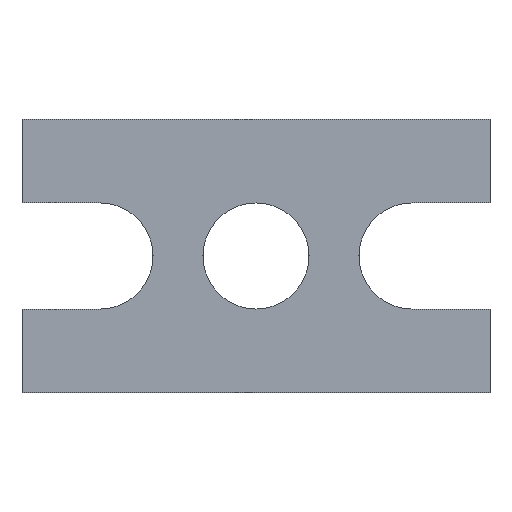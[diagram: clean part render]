
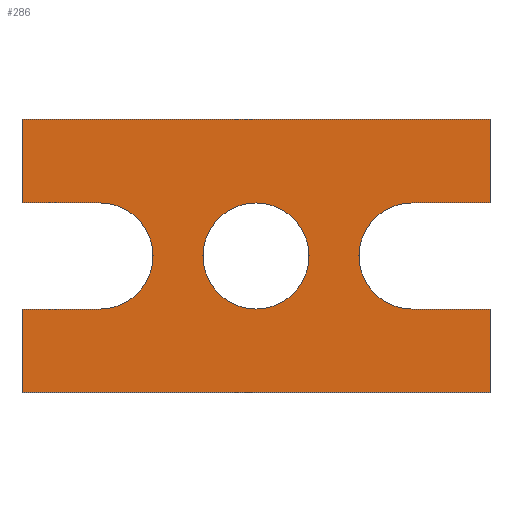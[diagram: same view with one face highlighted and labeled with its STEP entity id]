
A CAD part, top view. The second image highlights one B-rep face of the part: STEP entity #286.
In plain terms, the highlighted planar face has unit normal (0, 0, 1).
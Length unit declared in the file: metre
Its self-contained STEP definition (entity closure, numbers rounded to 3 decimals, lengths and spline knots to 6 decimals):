
#13=CIRCLE('',#307,0.004318);
#15=CIRCLE('',#315,0.004318);
#16=CIRCLE('',#318,0.004318);
#71=ORIENTED_EDGE('',*,*,#99,.F.);
#72=ORIENTED_EDGE('',*,*,#103,.F.);
#73=ORIENTED_EDGE('',*,*,#106,.T.);
#74=ORIENTED_EDGE('',*,*,#109,.F.);
#75=ORIENTED_EDGE('',*,*,#112,.F.);
#76=ORIENTED_EDGE('',*,*,#115,.T.);
#77=ORIENTED_EDGE('',*,*,#118,.T.);
#78=ORIENTED_EDGE('',*,*,#121,.T.);
#79=ORIENTED_EDGE('',*,*,#124,.F.);
#80=ORIENTED_EDGE('',*,*,#127,.F.);
#81=ORIENTED_EDGE('',*,*,#130,.F.);
#82=ORIENTED_EDGE('',*,*,#132,.T.);
#83=ORIENTED_EDGE('',*,*,#133,.F.);
#99=EDGE_CURVE('',#137,#138,#163,.T.);
#103=EDGE_CURVE('',#140,#137,#167,.T.);
#106=EDGE_CURVE('',#140,#142,#170,.T.);
#109=EDGE_CURVE('',#144,#142,#173,.T.);
#112=EDGE_CURVE('',#146,#144,#13,.T.);
#115=EDGE_CURVE('',#146,#148,#177,.T.);
#118=EDGE_CURVE('',#148,#150,#180,.T.);
#121=EDGE_CURVE('',#150,#152,#183,.T.);
#124=EDGE_CURVE('',#154,#152,#186,.T.);
#127=EDGE_CURVE('',#156,#154,#189,.T.);
#130=EDGE_CURVE('',#158,#156,#15,.T.);
#132=EDGE_CURVE('',#158,#138,#192,.T.);
#133=EDGE_CURVE('',#159,#159,#16,.T.);
#137=VERTEX_POINT('',#404);
#138=VERTEX_POINT('',#406);
#140=VERTEX_POINT('',#412);
#142=VERTEX_POINT('',#418);
#144=VERTEX_POINT('',#424);
#146=VERTEX_POINT('',#430);
#148=VERTEX_POINT('',#436);
#150=VERTEX_POINT('',#442);
#152=VERTEX_POINT('',#448);
#154=VERTEX_POINT('',#454);
#156=VERTEX_POINT('',#460);
#158=VERTEX_POINT('',#466);
#159=VERTEX_POINT('',#473);
#163=LINE('',#405,#195);
#167=LINE('',#413,#199);
#170=LINE('',#419,#202);
#173=LINE('',#425,#205);
#177=LINE('',#437,#209);
#180=LINE('',#443,#212);
#183=LINE('',#449,#215);
#186=LINE('',#455,#218);
#189=LINE('',#461,#221);
#192=LINE('',#470,#224);
#195=VECTOR('',#328,1.);
#199=VECTOR('',#334,1.);
#202=VECTOR('',#339,1.);
#205=VECTOR('',#344,1.);
#209=VECTOR('',#356,1.);
#212=VECTOR('',#361,1.);
#215=VECTOR('',#366,1.);
#218=VECTOR('',#371,1.);
#221=VECTOR('',#376,1.);
#224=VECTOR('',#387,1.);
#239=EDGE_LOOP('',(#71,#72,#73,#74,#75,#76,#77,#78,#79,#80,#81,#82));
#240=EDGE_LOOP('',(#83));
#257=FACE_BOUND('',#239,.T.);
#258=FACE_BOUND('',#240,.T.);
#271=PLANE('',#320);
#286=ADVANCED_FACE('',(#257,#258),#271,.T.);
#307=AXIS2_PLACEMENT_3D('',#431,#350,#351);
#315=AXIS2_PLACEMENT_3D('',#467,#382,#383);
#318=AXIS2_PLACEMENT_3D('',#472,#390,#391);
#320=AXIS2_PLACEMENT_3D('',#476,#394,#395);
#328=DIRECTION('',(0.,1.,0.));
#334=DIRECTION('',(-1.,0.,0.));
#339=DIRECTION('',(0.,1.,0.));
#344=DIRECTION('',(1.,0.,0.));
#350=DIRECTION('',(0.,0.,1.));
#351=DIRECTION('',(1.,0.,0.));
#356=DIRECTION('',(1.,0.,0.));
#361=DIRECTION('',(0.,1.,0.));
#366=DIRECTION('',(-1.,0.,0.));
#371=DIRECTION('',(0.,1.,0.));
#376=DIRECTION('',(-1.,0.,0.));
#382=DIRECTION('',(0.,0.,1.));
#383=DIRECTION('',(1.,0.,0.));
#387=DIRECTION('',(-1.,0.,0.));
#390=DIRECTION('',(0.,0.,1.));
#391=DIRECTION('',(1.,0.,0.));
#394=DIRECTION('',(0.,0.,1.));
#395=DIRECTION('',(1.,0.,0.));
#404=CARTESIAN_POINT('',(-0.01905,-0.011113,0.0025));
#405=CARTESIAN_POINT('',(-0.01905,-0.007715,0.0025));
#406=CARTESIAN_POINT('',(-0.01905,-0.004318,0.0025));
#412=CARTESIAN_POINT('',(0.01905,-0.011113,0.0025));
#413=CARTESIAN_POINT('',(0.,-0.011113,0.0025));
#418=CARTESIAN_POINT('',(0.01905,-0.004318,0.0025));
#419=CARTESIAN_POINT('',(0.01905,-0.007715,0.0025));
#424=CARTESIAN_POINT('',(0.0127,-0.004318,0.0025));
#425=CARTESIAN_POINT('',(0.015875,-0.004318,0.0025));
#430=CARTESIAN_POINT('',(0.0127,0.004318,0.0025));
#431=CARTESIAN_POINT('',(0.0127,0.,0.0025));
#436=CARTESIAN_POINT('',(0.01905,0.004318,0.0025));
#437=CARTESIAN_POINT('',(0.015875,0.004318,0.0025));
#442=CARTESIAN_POINT('',(0.01905,0.011113,0.0025));
#443=CARTESIAN_POINT('',(0.01905,0.007715,0.0025));
#448=CARTESIAN_POINT('',(-0.01905,0.011113,0.0025));
#449=CARTESIAN_POINT('',(0.,0.011113,0.0025));
#454=CARTESIAN_POINT('',(-0.01905,0.004318,0.0025));
#455=CARTESIAN_POINT('',(-0.01905,0.007715,0.0025));
#460=CARTESIAN_POINT('',(-0.0127,0.004318,0.0025));
#461=CARTESIAN_POINT('',(-0.015875,0.004318,0.0025));
#466=CARTESIAN_POINT('',(-0.0127,-0.004318,0.0025));
#467=CARTESIAN_POINT('',(-0.0127,0.,0.0025));
#470=CARTESIAN_POINT('',(-0.015875,-0.004318,0.0025));
#472=CARTESIAN_POINT('',(0.,0.,0.0025));
#473=CARTESIAN_POINT('',(0.004318,0.,0.0025));
#476=CARTESIAN_POINT('',(0.,0.,0.0025));
